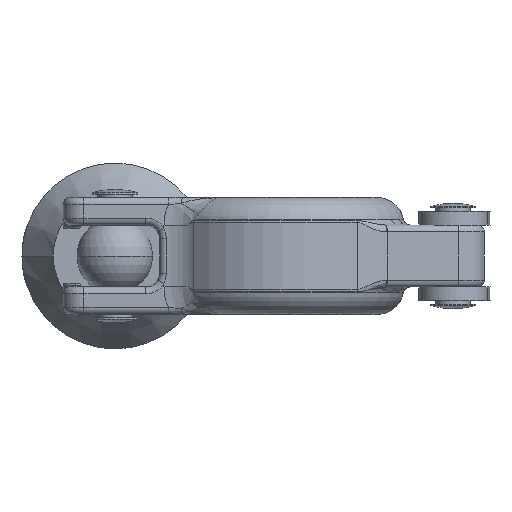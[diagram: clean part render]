
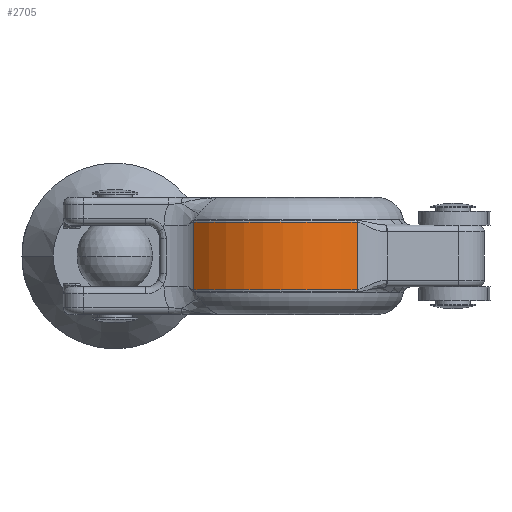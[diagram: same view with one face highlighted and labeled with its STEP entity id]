
A CAD part, front view. The second image highlights one B-rep face of the part: STEP entity #2705.
In plain terms, the highlighted cylindrical face has radius 17.85 mm (diameter 35.7 mm), a partial arc.
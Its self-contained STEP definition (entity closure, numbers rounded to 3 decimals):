
#18 = EDGE_CURVE ( 'NONE', #9250, #3362, #11939, .T. ) ;
#316 = ORIENTED_EDGE ( 'NONE', *, *, #9528, .T. ) ;
#540 = FACE_OUTER_BOUND ( 'NONE', #9813, .T. ) ;
#1597 = EDGE_CURVE ( 'NONE', #5369, #9250, #5908, .T. ) ;
#2588 = DIRECTION ( 'NONE',  ( 0., 0., -1. ) ) ;
#2669 = CARTESIAN_POINT ( 'NONE',  ( 0., 0., -4.872 ) ) ;
#2670 = DIRECTION ( 'NONE',  ( 0., 0., -1. ) ) ;
#2705 = ADVANCED_FACE ( 'NONE', ( #540 ), #7944, .T. ) ;
#2996 = VERTEX_POINT ( 'NONE', #4026 ) ;
#3362 = VERTEX_POINT ( 'NONE', #11541 ) ;
#3568 = CARTESIAN_POINT ( 'NONE',  ( 0., 0., 4.872 ) ) ;
#3873 = DIRECTION ( 'NONE',  ( 0., 0., 1. ) ) ;
#3978 = CIRCLE ( 'NONE', #7523, 17.85 ) ;
#4026 = CARTESIAN_POINT ( 'NONE',  ( 10.856, -14.17, 4.872 ) ) ;
#4578 = AXIS2_PLACEMENT_3D ( 'NONE', #2669, #6887, #11084 ) ;
#4943 = EDGE_CURVE ( 'NONE', #3362, #2996, #13418, .T. ) ;
#5335 = CARTESIAN_POINT ( 'NONE',  ( -12.889, -12.349, 4.872 ) ) ;
#5369 = VERTEX_POINT ( 'NONE', #5335 ) ;
#5839 = CARTESIAN_POINT ( 'NONE',  ( -12.889, -12.349, 8.5 ) ) ;
#5908 = LINE ( 'NONE', #5839, #7958 ) ;
#6069 = CARTESIAN_POINT ( 'NONE',  ( 10.856, -14.17, 8.5 ) ) ;
#6751 = DIRECTION ( 'NONE',  ( 1., 0., 0. ) ) ;
#6887 = DIRECTION ( 'NONE',  ( 0., 0., 1. ) ) ;
#6888 = DIRECTION ( 'NONE',  ( -1., 0., 0. ) ) ;
#7523 = AXIS2_PLACEMENT_3D ( 'NONE', #3568, #10184, #6751 ) ;
#7694 = ORIENTED_EDGE ( 'NONE', *, *, #18, .T. ) ;
#7944 = CYLINDRICAL_SURFACE ( 'NONE', #10607, 17.85 ) ;
#7958 = VECTOR ( 'NONE', #2588, 1000. ) ;
#9250 = VERTEX_POINT ( 'NONE', #11954 ) ;
#9528 = EDGE_CURVE ( 'NONE', #2996, #5369, #3978, .T. ) ;
#9813 = EDGE_LOOP ( 'NONE', ( #11526, #316, #13554, #7694 ) ) ;
#10184 = DIRECTION ( 'NONE',  ( 0., 0., -1. ) ) ;
#10607 = AXIS2_PLACEMENT_3D ( 'NONE', #13396, #2670, #6888 ) ;
#11084 = DIRECTION ( 'NONE',  ( -1., 0., 0. ) ) ;
#11526 = ORIENTED_EDGE ( 'NONE', *, *, #4943, .T. ) ;
#11534 = VECTOR ( 'NONE', #3873, 1000. ) ;
#11541 = CARTESIAN_POINT ( 'NONE',  ( 10.856, -14.17, -4.872 ) ) ;
#11939 = CIRCLE ( 'NONE', #4578, 17.85 ) ;
#11954 = CARTESIAN_POINT ( 'NONE',  ( -12.889, -12.349, -4.872 ) ) ;
#13396 = CARTESIAN_POINT ( 'NONE',  ( 0., 0., 8.5 ) ) ;
#13418 = LINE ( 'NONE', #6069, #11534 ) ;
#13554 = ORIENTED_EDGE ( 'NONE', *, *, #1597, .T. ) ;
